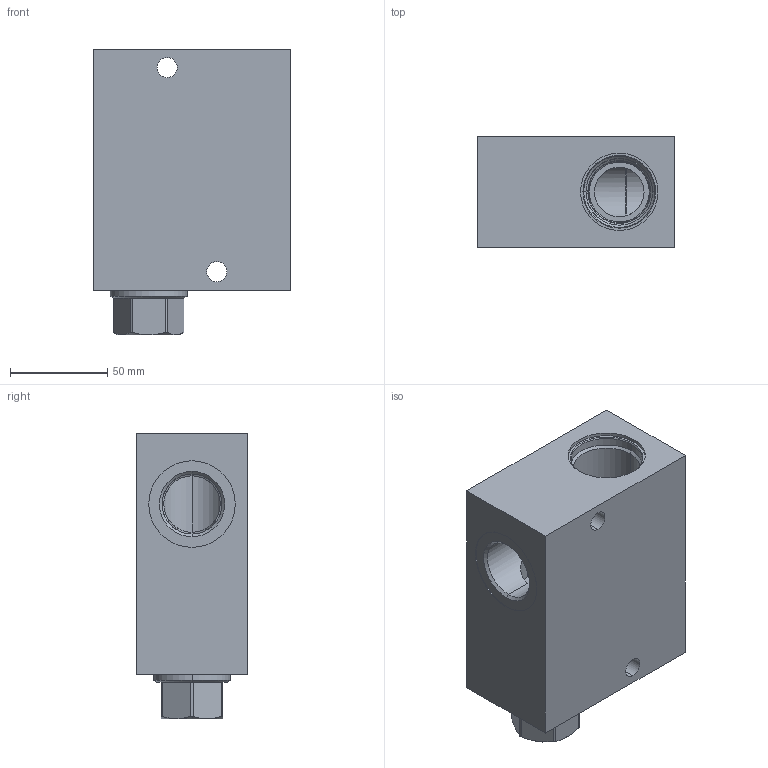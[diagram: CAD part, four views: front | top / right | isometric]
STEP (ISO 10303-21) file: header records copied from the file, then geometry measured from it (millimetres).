
FILE_DESCRIPTION((''),'2;1');
FILE_NAME('INX_ASM','2020-11-30T',('ProEService'),(''),'PRO/ENGINEER BY PARAMETRIC TECHNOLOGY CORPORATION, 2014200','PRO/ENGINEER BY PARAMETRIC TECHNOLOGY CORPORATION, 2014200','');
FILE_SCHEMA(('CONFIG_CONTROL_DESIGN'));
Length unit declared in the file: inch
Products named in the file (3): 150-758-008; CXHAXAN; INX_ASM
Assembly tree (2 placements, depth 2):
  INX_ASM
    150-758-008
    CXHAXAN
Bounding box: 101.6 x 57.15 x 146.86 mm (x, y, z)
Volume: 563407.4 mm3; surface area: 95453.4 mm2
Topology: 4 solids, 4 shells, 233 faces, 735 edges, 603 vertices
Faces by surface type: cylinder 112, cone 52, plane 42, torus 19, revolution 8
Entity records: 9718 total; most frequent: CARTESIAN_POINT 3229, DIRECTION 1381, ORIENTED_EDGE 1078, EDGE_CURVE 539, AXIS2_PLACEMENT_3D 494, VECTOR 385, LINE 385, VERTEX_POINT 326
